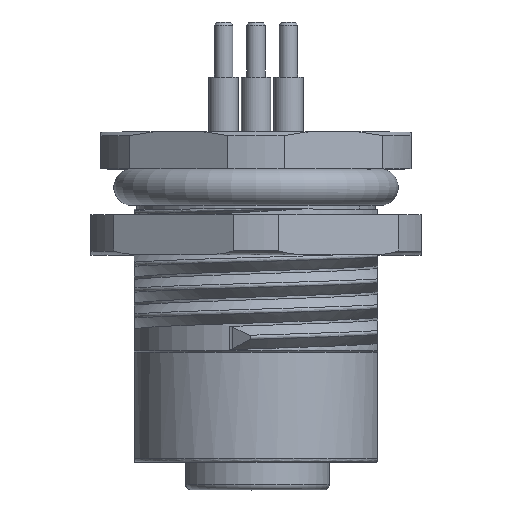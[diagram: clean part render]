
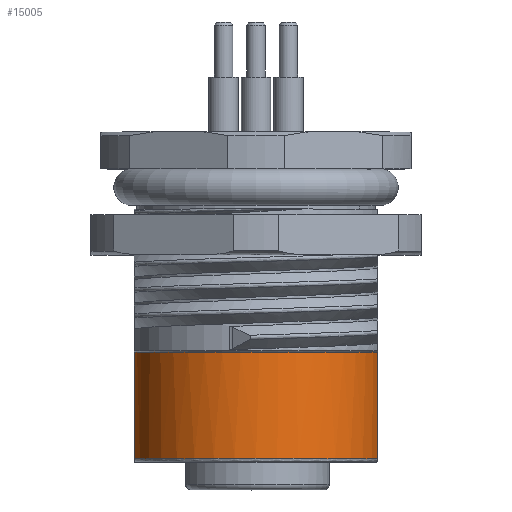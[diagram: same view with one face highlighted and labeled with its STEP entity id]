
A CAD part, top view. The second image highlights one B-rep face of the part: STEP entity #15005.
In plain terms, the highlighted cylindrical face has radius 6.75 mm (diameter 13.5 mm), a partial arc.
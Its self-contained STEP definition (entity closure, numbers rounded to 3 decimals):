
#3175=CARTESIAN_POINT('',(6.639,-10.,1.217));
#3176=CARTESIAN_POINT('',(6.602,-10.,1.422));
#3177=CARTESIAN_POINT('',(6.508,-10.,1.829));
#3178=CARTESIAN_POINT('',(6.311,-10.,2.422));
#3179=CARTESIAN_POINT('',(6.059,-10.,2.996));
#3180=CARTESIAN_POINT('',(5.756,-10.,3.544));
#3181=CARTESIAN_POINT('',(5.404,-10.,4.061));
#3182=CARTESIAN_POINT('',(5.005,-10.,4.544));
#3183=CARTESIAN_POINT('',(4.563,-10.,4.987));
#3184=CARTESIAN_POINT('',(4.082,-10.,5.388));
#3185=CARTESIAN_POINT('',(3.567,-10.,5.742));
#3186=CARTESIAN_POINT('',(3.02,-10.,6.047));
#3187=CARTESIAN_POINT('',(2.448,-10.,6.301));
#3188=CARTESIAN_POINT('',(1.855,-10.,6.5));
#3189=CARTESIAN_POINT('',(1.245,-10.,6.644));
#3190=CARTESIAN_POINT('',(0.625,-10.,
6.731));
#3191=CARTESIAN_POINT('',(0.,-10.,
6.76));
#3192=CARTESIAN_POINT('',(-0.625,-10.,
6.731));
#3193=CARTESIAN_POINT('',(-1.245,-10.,
6.644));
#3194=CARTESIAN_POINT('',(-1.855,-10.,
6.5));
#3195=CARTESIAN_POINT('',(-2.448,-10.,
6.301));
#3196=CARTESIAN_POINT('',(-3.02,-10.,
6.047));
#3197=CARTESIAN_POINT('',(-3.567,-10.,
5.742));
#3198=CARTESIAN_POINT('',(-4.082,-10.,
5.388));
#3199=CARTESIAN_POINT('',(-4.563,-10.,
4.987));
#3200=CARTESIAN_POINT('',(-5.005,-10.,
4.544));
#3201=CARTESIAN_POINT('',(-5.404,-10.,
4.061));
#3202=CARTESIAN_POINT('',(-5.756,-10.,
3.544));
#3203=CARTESIAN_POINT('',(-6.059,-10.,
2.996));
#3204=CARTESIAN_POINT('',(-6.311,-10.,
2.422));
#3205=CARTESIAN_POINT('',(-6.508,-10.,
1.829));
#3206=CARTESIAN_POINT('',(-6.602,-10.,
1.422));
#3207=CARTESIAN_POINT('',(-6.639,-10.,1.217));
#3209=CARTESIAN_POINT('',(0.,-15.8,0.));
#3210=DIRECTION('',(0.,-1.,0.));
#3211=DIRECTION('',(0.984,0.,0.18));
#3212=AXIS2_PLACEMENT_3D('',#3209,#3210,#3211);
#3214=DIRECTION('',(0.,-1.,0.));
#3215=VECTOR('',#3214,5.8);
#3216=CARTESIAN_POINT('',(-6.639,-10.,
1.217));
#3217=LINE('',#3216,#3215);
#3218=DIRECTION('',(0.,-1.,0.));
#3219=VECTOR('',#3218,5.8);
#3220=CARTESIAN_POINT('',(6.639,-10.,1.217));
#3221=LINE('',#3220,#3219);
#9782=VERTEX_POINT('',#3175);
#9783=VERTEX_POINT('',#3207);
#9889=CARTESIAN_POINT('',(6.639,-15.8,1.217));
#9890=CARTESIAN_POINT('',(-6.639,-15.8,1.217));
#9891=VERTEX_POINT('',#9889);
#9892=VERTEX_POINT('',#9890);
#14993=CARTESIAN_POINT('',(0.,-10.,0.));
#14994=DIRECTION('',(0.,-1.,0.));
#14995=DIRECTION('',(0.866,0.,0.5));
#14996=AXIS2_PLACEMENT_3D('',#14993,#14994,#14995);
#14997=CYLINDRICAL_SURFACE('',#14996,6.75);
#14999=ORIENTED_EDGE('',*,*,#14998,.T.);
#15000=ORIENTED_EDGE('',*,*,#13935,.F.);
#15001=ORIENTED_EDGE('',*,*,#14987,.F.);
#15002=ORIENTED_EDGE('',*,*,#13396,.T.);
#15003=EDGE_LOOP('',(#14999,#15000,#15001,#15002));
#15004=FACE_OUTER_BOUND('',#15003,.F.);
#3208=B_SPLINE_CURVE_WITH_KNOTS('',3,(#3175,#3176,#3177,#3178,#3179,#3180,#3181,
#3182,#3183,#3184,#3185,#3186,#3187,#3188,#3189,#3190,#3191,#3192,#3193,#3194,
#3195,#3196,#3197,#3198,#3199,#3200,#3201,#3202,#3203,#3204,#3205,#3206,#3207),
.UNSPECIFIED.,.F.,.F.,(4,1,1,1,1,1,1,1,1,1,1,1,1,1,1,1,1,1,1,1,1,1,1,1,1,1,1,1,
1,1,4),(0.,0.033,0.067,0.1,0.133,
0.167,0.2,0.233,0.267,0.3,
0.333,0.367,0.4,0.433,0.467,
0.5,0.533,0.567,0.6,0.633,
0.667,0.7,0.733,0.767,0.8,
0.833,0.867,0.9,0.933,0.967,
1.),.UNSPECIFIED.);
#3213=CIRCLE('',#3212,6.75);
#13396=EDGE_CURVE('',#9782,#9891,#3221,.T.);
#13935=EDGE_CURVE('',#9783,#9892,#3217,.T.);
#14987=EDGE_CURVE('',#9782,#9783,#3208,.T.);
#14998=EDGE_CURVE('',#9891,#9892,#3213,.T.);
#15005=ADVANCED_FACE('',(#15004),#14997,.T.);
